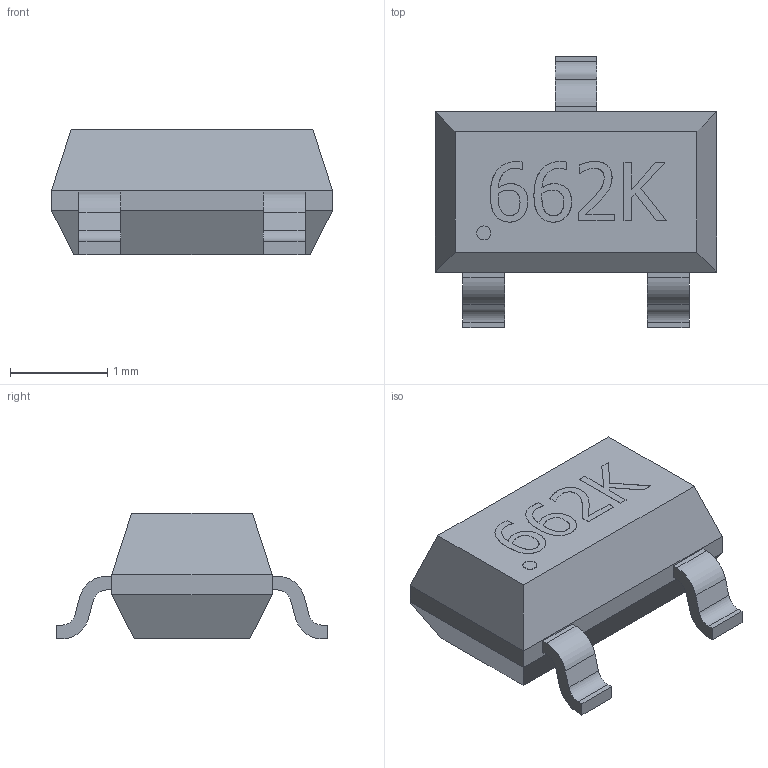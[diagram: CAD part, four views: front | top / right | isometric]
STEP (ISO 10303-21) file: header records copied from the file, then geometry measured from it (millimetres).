
FILE_DESCRIPTION(/* description */ ('STEP AP214'),/* implementation_level */ '2;1');
FILE_NAME(/* name */ '662k - XC6206P182MR-G.stp',/* time_stamp */ '2022-09-25T15:26:16+02:00',/* author */ ('Usuario'),/* organization */ (''),/* preprocessor_version */ 'ST-DEVELOPER v18.1',/* originating_system */ 'Autodesk Inventor 2021',/* authorisation */ '');
FILE_SCHEMA (('AUTOMOTIVE_DESIGN { 1 0 10303 214 3 1 1 }'));
Length unit declared in the file: millimetre
Products named in the file (1): SOT-23_TOR
Bounding box: 2.9 x 2.79 x 1.3 mm (x, y, z)
Volume: 5.4 mm3; surface area: 21 mm2
Topology: 5 solids, 5 shells, 136 faces, 352 edges, 232 vertices
Faces by surface type: plane 74, bspline 49, cylinder 13
Full cylindrical faces by diameter (mm): 0.145 x1
Entity records: 4520 total; most frequent: CARTESIAN_POINT 1358, ORIENTED_EDGE 704, DIRECTION 456, EDGE_CURVE 352, VERTEX_POINT 232, LINE 228, VECTOR 228, EDGE_LOOP 142
